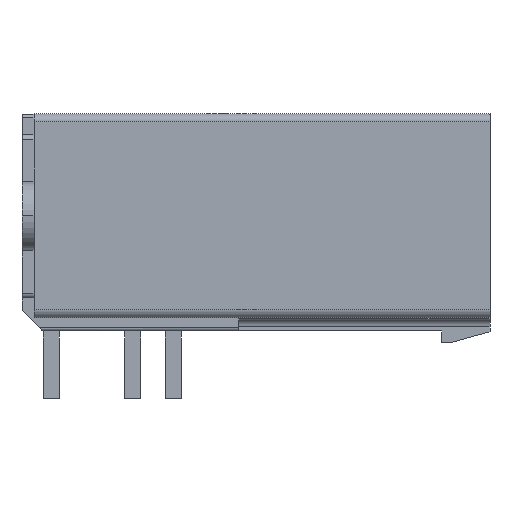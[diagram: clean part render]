
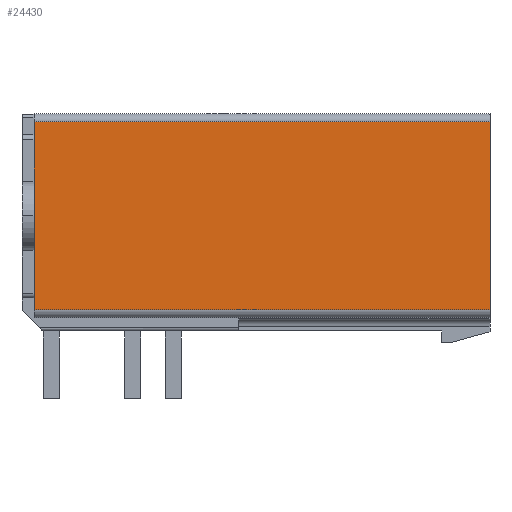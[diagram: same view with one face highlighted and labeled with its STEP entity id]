
A CAD part, front view. The second image highlights one B-rep face of the part: STEP entity #24430.
In plain terms, the highlighted planar face has unit normal (0, -1, 0).
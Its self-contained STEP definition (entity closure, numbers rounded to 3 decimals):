
#26=DIRECTION('',(0.,0.,1.));
#27=VECTOR('',#26,11.733);
#28=CARTESIAN_POINT('',(-13.875,-6.22,-5.055));
#29=LINE('',#28,#27);
#2116=DIRECTION('',(0.,0.,1.));
#2117=VECTOR('',#2116,11.733);
#2118=CARTESIAN_POINT('',(14.625,-6.22,-5.055));
#2119=LINE('',#2118,#2117);
#8595=DIRECTION('',(-1.,0.,0.));
#8596=VECTOR('',#8595,28.5);
#8597=CARTESIAN_POINT('',(14.625,-6.22,-5.055));
#8598=LINE('',#8597,#8596);
#8599=DIRECTION('',(-1.,0.,0.));
#8600=VECTOR('',#8599,28.5);
#8601=CARTESIAN_POINT('',(14.625,-6.22,6.678));
#8602=LINE('',#8601,#8600);
#11872=CARTESIAN_POINT('',(14.625,-6.22,6.678));
#11874=VERTEX_POINT('',#11872);
#11889=CARTESIAN_POINT('',(14.625,-6.22,-5.055));
#11891=VERTEX_POINT('',#11889);
#11892=CARTESIAN_POINT('',(-13.875,-6.22,6.678));
#11894=VERTEX_POINT('',#11892);
#11897=CARTESIAN_POINT('',(-13.875,-6.22,-5.055));
#11899=VERTEX_POINT('',#11897);
#24418=CARTESIAN_POINT('',(14.625,-6.22,-5.055));
#24419=DIRECTION('',(0.,1.,0.));
#24420=DIRECTION('',(0.,0.,1.));
#24421=AXIS2_PLACEMENT_3D('',#24418,#24419,#24420);
#24422=PLANE('',#24421);
#24423=ORIENTED_EDGE('',*,*,#13218,.F.);
#24424=ORIENTED_EDGE('',*,*,#24413,.T.);
#24425=ORIENTED_EDGE('',*,*,#12540,.T.);
#24427=ORIENTED_EDGE('',*,*,#24426,.F.);
#24428=EDGE_LOOP('',(#24423,#24424,#24425,#24427));
#24429=FACE_OUTER_BOUND('',#24428,.F.);
#24430=ADVANCED_FACE('',(#24429),#24422,.F.);
#12540=EDGE_CURVE('',#11899,#11894,#29,.T.);
#13218=EDGE_CURVE('',#11891,#11874,#2119,.T.);
#24413=EDGE_CURVE('',#11891,#11899,#8598,.T.);
#24426=EDGE_CURVE('',#11874,#11894,#8602,.T.);
